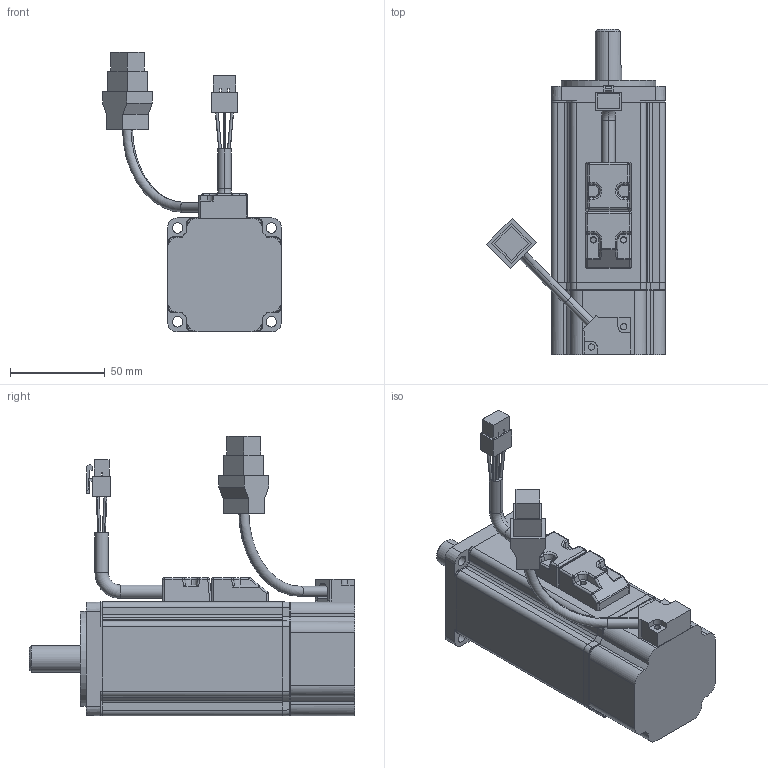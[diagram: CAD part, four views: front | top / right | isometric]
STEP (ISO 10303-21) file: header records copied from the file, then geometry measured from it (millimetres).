
FILE_DESCRIPTION(('HOOPS Exchange Step'),'2;1');
FILE_NAME('export-52323804-2F98-47D9-B14C-0CF76DE77078.stp','2024-06-20T12:20:59+02:00',('Engineering'),('Alibre'),'HOOPS Exchange 2023.0','Alibre','Unknown authorisation');
FILE_SCHEMA( ('AP242_MANAGED_MODEL_BASED_3D_ENGINEERING_MIM_LF {1 0 10303 442 1 1 4 }') );
Length unit declared in the file: millimetre
Products named in the file (1): 6877 AC Servo Motor 200W with Brake ECMA-C20602SS
Bounding box: 94.24 x 171.6 x 147.37 mm (x, y, z)
Volume: 494429.4 mm3; surface area: 53961.9 mm2
Topology: 1 solids, 1 shells, 522 faces, 1325 edges, 820 vertices
Faces by surface type: plane 248, cylinder 202, cone 29, sphere 18, torus 14, bspline 11
Entity records: 16733 total; most frequent: CARTESIAN_POINT 4083, ORIENTED_EDGE 2646, DIRECTION 2549, EDGE_CURVE 1323, AXIS2_PLACEMENT_3D 879, VERTEX_POINT 820, VECTOR 791, LINE 791
